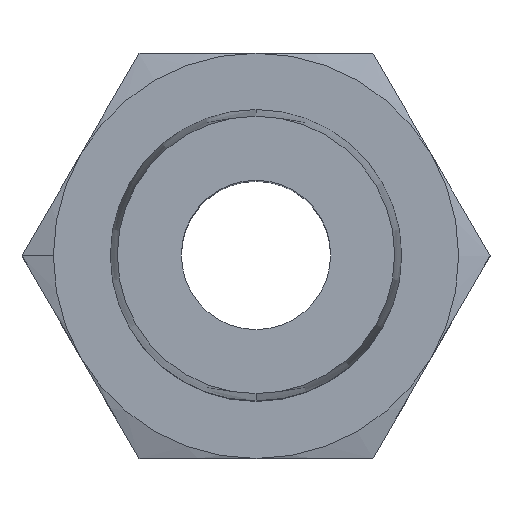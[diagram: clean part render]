
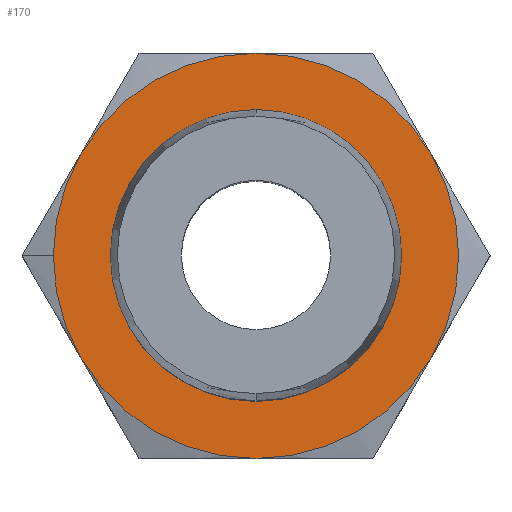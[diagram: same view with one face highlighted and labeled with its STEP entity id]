
A CAD part, top view. The second image highlights one B-rep face of the part: STEP entity #170.
In plain terms, the highlighted planar face has unit normal (0, 0, 1).
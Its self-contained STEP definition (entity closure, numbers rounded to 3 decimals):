
#20 = CIRCLE ( 'NONE', #22, 6.827 ) ;
#22 = AXIS2_PLACEMENT_3D ( 'NONE', #697, #1065, #186 ) ;
#40 = CARTESIAN_POINT ( 'NONE',  ( 8.227, -4.75, 3.75 ) ) ;
#46 = EDGE_CURVE ( 'NONE', #63, #219, #345, .T. ) ;
#63 = VERTEX_POINT ( 'NONE', #828 ) ;
#68 = EDGE_LOOP ( 'NONE', ( #829, #929, #804, #627, #741, #876, #982 ) ) ;
#116 = CARTESIAN_POINT ( 'NONE',  ( 0., -6.827, 3.75 ) ) ;
#126 = DIRECTION ( 'NONE',  ( 1., 0., 0. ) ) ;
#155 = CIRCLE ( 'NONE', #156, 9.5 ) ;
#156 = AXIS2_PLACEMENT_3D ( 'NONE', #652, #1017, #126 ) ;
#170 = ADVANCED_FACE ( 'NONE', ( #478, #854 ), #1244, .T. ) ;
#186 = DIRECTION ( 'NONE',  ( 1., 0., 0. ) ) ;
#205 = EDGE_LOOP ( 'NONE', ( #244, #588 ) ) ;
#216 = DIRECTION ( 'NONE',  ( 0., 0., 1. ) ) ;
#218 = DIRECTION ( 'NONE',  ( 0., 0., -1. ) ) ;
#219 = VERTEX_POINT ( 'NONE', #1157 ) ;
#228 = DIRECTION ( 'NONE',  ( 0., 0., -1. ) ) ;
#244 = ORIENTED_EDGE ( 'NONE', *, *, #687, .F. ) ;
#246 = EDGE_CURVE ( 'NONE', #974, #63, #1229, .T. ) ;
#259 = CIRCLE ( 'NONE', #264, 9.5 ) ;
#260 = DIRECTION ( 'NONE',  ( 0., 0., -1. ) ) ;
#264 = AXIS2_PLACEMENT_3D ( 'NONE', #1116, #228, #649 ) ;
#280 = AXIS2_PLACEMENT_3D ( 'NONE', #1102, #218, #637 ) ;
#329 = EDGE_CURVE ( 'NONE', #835, #1077, #1299, .T. ) ;
#331 = DIRECTION ( 'NONE',  ( 0., 0., -1. ) ) ;
#333 = EDGE_CURVE ( 'NONE', #1214, #1161, #636, .T. ) ;
#341 = CARTESIAN_POINT ( 'NONE',  ( 0., 0., 3.75 ) ) ;
#345 = CIRCLE ( 'NONE', #280, 9.5 ) ;
#366 = EDGE_CURVE ( 'NONE', #1077, #801, #1232, .T. ) ;
#376 = CARTESIAN_POINT ( 'NONE',  ( 0., 0., 3.75 ) ) ;
#380 = AXIS2_PLACEMENT_3D ( 'NONE', #1143, #260, #678 ) ;
#436 = CARTESIAN_POINT ( 'NONE',  ( 0., 9.5, 3.75 ) ) ;
#478 = FACE_BOUND ( 'NONE', #205, .T. ) ;
#489 = AXIS2_PLACEMENT_3D ( 'NONE', #341, #736, #1110 ) ;
#492 = CARTESIAN_POINT ( 'NONE',  ( 0., 0., 3.75 ) ) ;
#588 = ORIENTED_EDGE ( 'NONE', *, *, #333, .F. ) ;
#627 = ORIENTED_EDGE ( 'NONE', *, *, #366, .F. ) ;
#632 = DIRECTION ( 'NONE',  ( 1., 0., 0. ) ) ;
#636 = CIRCLE ( 'NONE', #1257, 6.827 ) ;
#637 = DIRECTION ( 'NONE',  ( 1., 0., 0. ) ) ;
#649 = DIRECTION ( 'NONE',  ( 1., 0., 0. ) ) ;
#652 = CARTESIAN_POINT ( 'NONE',  ( 0., 0., 3.75 ) ) ;
#678 = DIRECTION ( 'NONE',  ( 1., 0., 0. ) ) ;
#687 = EDGE_CURVE ( 'NONE', #1161, #1214, #20, .T. ) ;
#697 = CARTESIAN_POINT ( 'NONE',  ( 0., 0., 3.75 ) ) ;
#701 = VERTEX_POINT ( 'NONE', #878 ) ;
#727 = DIRECTION ( 'NONE',  ( 1., 0., 0. ) ) ;
#736 = DIRECTION ( 'NONE',  ( 0., 0., -1. ) ) ;
#741 = ORIENTED_EDGE ( 'NONE', *, *, #329, .F. ) ;
#768 = DIRECTION ( 'NONE',  ( 0., 0., 1. ) ) ;
#792 = CIRCLE ( 'NONE', #380, 9.5 ) ;
#801 = VERTEX_POINT ( 'NONE', #436 ) ;
#804 = ORIENTED_EDGE ( 'NONE', *, *, #1238, .F. ) ;
#828 = CARTESIAN_POINT ( 'NONE',  ( 0., -9.5, 3.75 ) ) ;
#829 = ORIENTED_EDGE ( 'NONE', *, *, #246, .F. ) ;
#835 = VERTEX_POINT ( 'NONE', #915 ) ;
#854 = FACE_OUTER_BOUND ( 'NONE', #68, .T. ) ;
#868 = DIRECTION ( 'NONE',  ( 0., 0., -1. ) ) ;
#870 = EDGE_CURVE ( 'NONE', #701, #974, #155, .T. ) ;
#876 = ORIENTED_EDGE ( 'NONE', *, *, #993, .F. ) ;
#878 = CARTESIAN_POINT ( 'NONE',  ( 8.227, 4.75, 3.75 ) ) ;
#880 = CARTESIAN_POINT ( 'NONE',  ( -8.227, 4.75, 3.75 ) ) ;
#915 = CARTESIAN_POINT ( 'NONE',  ( -9.5, 0., 3.75 ) ) ;
#929 = ORIENTED_EDGE ( 'NONE', *, *, #870, .F. ) ;
#974 = VERTEX_POINT ( 'NONE', #40 ) ;
#982 = ORIENTED_EDGE ( 'NONE', *, *, #46, .F. ) ;
#993 = EDGE_CURVE ( 'NONE', #219, #835, #792, .T. ) ;
#1017 = DIRECTION ( 'NONE',  ( 0., 0., -1. ) ) ;
#1065 = DIRECTION ( 'NONE',  ( 0., 0., 1. ) ) ;
#1077 = VERTEX_POINT ( 'NONE', #880 ) ;
#1099 = CARTESIAN_POINT ( 'NONE',  ( 0., 6.827, 3.75 ) ) ;
#1100 = CARTESIAN_POINT ( 'NONE',  ( 0., 0., 3.75 ) ) ;
#1102 = CARTESIAN_POINT ( 'NONE',  ( 0., 0., 3.75 ) ) ;
#1110 = DIRECTION ( 'NONE',  ( -1., 0., 0. ) ) ;
#1116 = CARTESIAN_POINT ( 'NONE',  ( 0., 0., 3.75 ) ) ;
#1143 = CARTESIAN_POINT ( 'NONE',  ( 0., 0., 3.75 ) ) ;
#1144 = AXIS2_PLACEMENT_3D ( 'NONE', #376, #768, #1145 ) ;
#1145 = DIRECTION ( 'NONE',  ( 1., 0., 0. ) ) ;
#1157 = CARTESIAN_POINT ( 'NONE',  ( -8.227, -4.75, 3.75 ) ) ;
#1161 = VERTEX_POINT ( 'NONE', #1099 ) ;
#1204 = CARTESIAN_POINT ( 'NONE',  ( 0., 0., 3.75 ) ) ;
#1214 = VERTEX_POINT ( 'NONE', #116 ) ;
#1218 = AXIS2_PLACEMENT_3D ( 'NONE', #492, #868, #1265 ) ;
#1229 = CIRCLE ( 'NONE', #1218, 9.5 ) ;
#1232 = CIRCLE ( 'NONE', #489, 9.5 ) ;
#1238 = EDGE_CURVE ( 'NONE', #801, #701, #259, .T. ) ;
#1244 = PLANE ( 'NONE',  #1144 ) ;
#1257 = AXIS2_PLACEMENT_3D ( 'NONE', #1100, #216, #632 ) ;
#1265 = DIRECTION ( 'NONE',  ( 1., 0., 0. ) ) ;
#1281 = AXIS2_PLACEMENT_3D ( 'NONE', #1204, #331, #727 ) ;
#1299 = CIRCLE ( 'NONE', #1281, 9.5 ) ;
